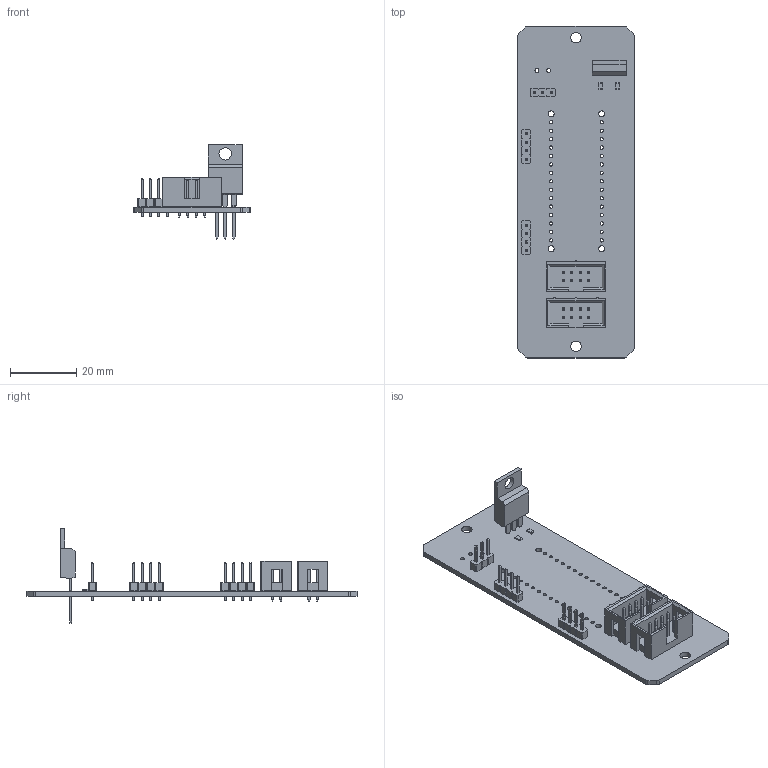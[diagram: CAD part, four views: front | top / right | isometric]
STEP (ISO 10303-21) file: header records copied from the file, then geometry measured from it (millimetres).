
FILE_DESCRIPTION(('KiCad electronic assembly'),'2;1');
FILE_NAME('numitroncontrol.step','2025-01-21T14:34:32',('Pcbnew'),( 'Kicad'),'Open CASCADE STEP processor 7.8','KiCad to STEP converter' ,'Unknown');
FILE_SCHEMA(('AUTOMOTIVE_DESIGN { 1 0 10303 214 1 1 1 1 }'));
Length unit declared in the file: millimetre
Products named in the file (12): numitroncontrol 1; 6120XX21621_61200821621; Assem1; TO-220-3_Vertical; PinHeader_1x04_P2.54mm_Vertical; PinHeader_1x04_P254mm_Vertical; R_0805_2012Metric; PinHeader_1x03_P2.54mm_Vertical; PinHeader_1x03_P254mm_Vertical; numitroncontrol_PCB
Assembly tree (14 placements, depth 3):
  numitroncontrol 1
    6120XX21621_61200821621  x2
      Assem1
    TO-220-3_Vertical
      TO-220-3_Vertical
    PinHeader_1x04_P2.54mm_Vertical  x2
      PinHeader_1x04_P254mm_Vertical
    R_0805_2012Metric  x2
      R_0805_2012Metric
    PinHeader_1x03_P2.54mm_Vertical
      PinHeader_1x03_P254mm_Vertical
    numitroncontrol_PCB
Bounding box: 35 x 100 x 28.52 mm (x, y, z)
Volume: 7533.4 mm3; surface area: 11364.7 mm2
Topology: 25 solids, 25 shells, 904 faces, 2192 edges, 1364 vertices
Faces by surface type: plane 793, cylinder 111
Full cylindrical faces by diameter (mm): 0.85 x12, 1 x11, 1.016 x30, 1.1 x19, 1.2 x2, 1.8 x4, 3.2 x2, 3.735 x1
Entity records: 18429 total; most frequent: CARTESIAN_POINT 2827, ORIENTED_EDGE 2762, DIRECTION 2713, EDGE_CURVE 1381, LINE 1181, VECTOR 1181, VERTEX_POINT 868, AXIS2_PLACEMENT_3D 766
